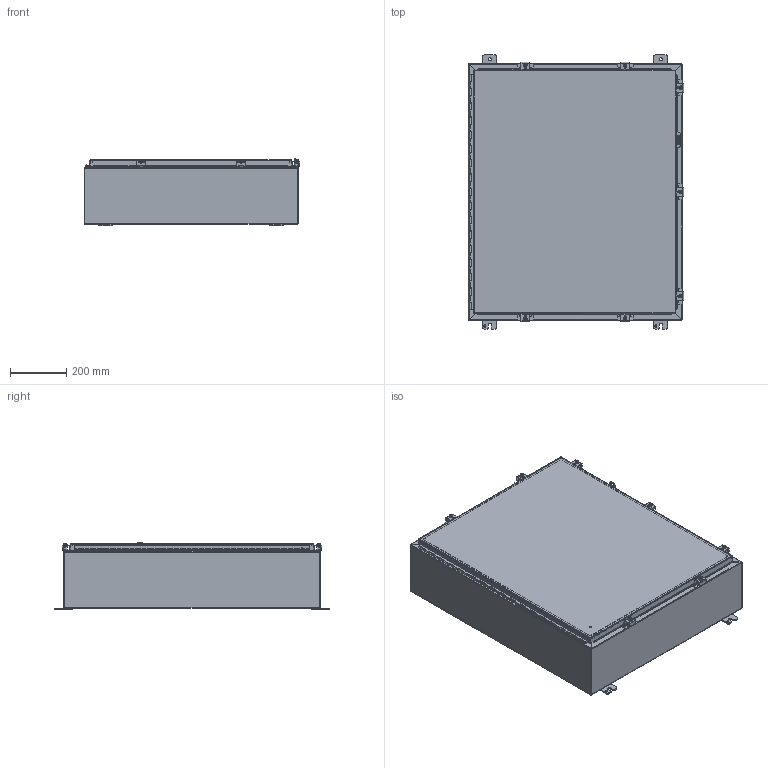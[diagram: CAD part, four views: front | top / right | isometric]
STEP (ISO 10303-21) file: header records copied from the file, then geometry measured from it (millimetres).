
FILE_DESCRIPTION(/* description */ ('ENCL,NEMA4,CS,(36X30X8)'),/* implementation_level */ '2;1');
FILE_NAME(/* name */ 'N4363008.stp',/* time_stamp */ '2022-02-22T08:10:54-06:00',/* author */ ('dnichola'),/* organization */ (''),/* preprocessor_version */ 'ST-DEVELOPER v18.1',/* originating_system */ 'Autodesk Inventor 2020',/* authorisation */ '');
FILE_SCHEMA (('AUTOMOTIVE_DESIGN { 1 0 10303 214 3 1 1 }','AP242_MANAGED_MODEL_BASED_3D_ENGINEERING_MIM_LF { 1 0 10303 442 1 1 4 }'));
Length unit declared in the file: inch
Products named in the file (19): N4363008; 38420; 34840; N4363008BKP; 32911; FOAM IN PLACE; 38846; N43630LID; 328107; 328107T; 328107L; 328107P-1; 388116; HFW30825; HFW30825-1; HFW30825-2;  HFW30825-3; HFW30825-4; 30817
Assembly tree (38 placements, depth 3):
  N4363008
    34840  x4
    38420
    N4363008BKP
    32911
    FOAM IN PLACE
    38846
    N43630LID
    328107
      328107T
      328107L
      328107P-1
    388116  x6
    HFW30825  x7
      HFW30825-1
      HFW30825-2
       HFW30825-3
      HFW30825-4
    30817  x7
Bounding box: 767.48 x 977.9 x 239.02 mm (x, y, z)
Volume: 4662343.5 mm3; surface area: 4825961.8 mm2
Topology: 54 solids, 54 shells, 1770 faces, 4543 edges, 2976 vertices
Faces by surface type: plane 944, cylinder 587, bspline 128, torus 47, sphere 42, cone 22
Full cylindrical faces by diameter (mm): 2.794 x34, 2.921 x2, 3.048 x25, 3.967 x1, 5.359 x7, 6.35 x8, 7.137 x7, 7.95 x4, 8.382 x12, 8.56 x1, 8.89 x7, 11.125 x4, 12.7 x8, 13.208 x7, 15.875 x6
Entity records: 31510 total; most frequent: CARTESIAN_POINT 7658, DIRECTION 4723, ORIENTED_EDGE 4626, EDGE_CURVE 2313, AXIS2_PLACEMENT_3D 1597, LINE 1529, VECTOR 1529, VERTEX_POINT 1489
